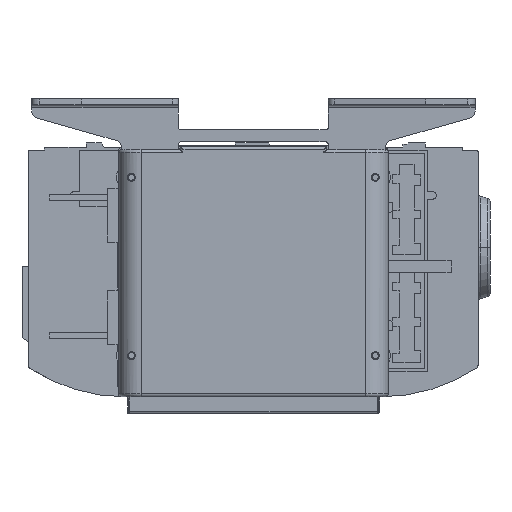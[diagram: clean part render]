
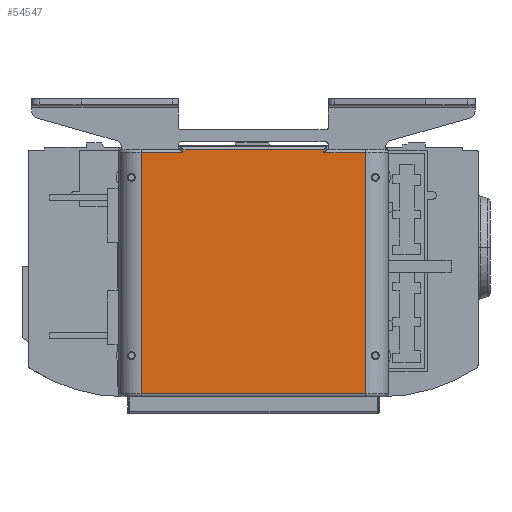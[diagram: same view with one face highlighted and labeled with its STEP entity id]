
A CAD part, left-side view. The second image highlights one B-rep face of the part: STEP entity #54547.
In plain terms, the highlighted face is planar.
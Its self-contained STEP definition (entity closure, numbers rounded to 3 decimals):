
#54000=DIRECTION('',(0.,0.,-1.));
#54001=VECTOR('',#54000,150.);
#54002=CARTESIAN_POINT('',(15.,85.,75.));
#54003=LINE('',#54002,#54001);
#54004=DIRECTION('',(0.,1.,0.));
#54005=VECTOR('',#54004,161.);
#54006=CARTESIAN_POINT('',(15.,-76.,-75.));
#54007=LINE('',#54006,#54005);
#54008=DIRECTION('',(0.,0.,1.));
#54009=VECTOR('',#54008,28.);
#54010=CARTESIAN_POINT('',(15.,-76.,-75.));
#54011=LINE('',#54010,#54009);
#54012=DIRECTION('',(0.,1.,0.));
#54013=VECTOR('',#54012,2.);
#54014=CARTESIAN_POINT('',(15.,-78.,-47.));
#54015=LINE('',#54014,#54013);
#54016=DIRECTION('',(0.,0.,-1.));
#54017=VECTOR('',#54016,94.);
#54018=CARTESIAN_POINT('',(15.,-78.,47.));
#54019=LINE('',#54018,#54017);
#54020=DIRECTION('',(0.,-1.,0.));
#54021=VECTOR('',#54020,2.);
#54022=CARTESIAN_POINT('',(15.,-76.,47.));
#54023=LINE('',#54022,#54021);
#54024=DIRECTION('',(0.,0.,-1.));
#54025=VECTOR('',#54024,28.);
#54026=CARTESIAN_POINT('',(15.,-76.,75.));
#54027=LINE('',#54026,#54025);
#54028=DIRECTION('',(0.,-1.,0.));
#54029=VECTOR('',#54028,161.);
#54030=CARTESIAN_POINT('',(15.,85.,75.));
#54031=LINE('',#54030,#54029);
#54078=CARTESIAN_POINT('',(15.,85.,-75.));
#54079=VERTEX_POINT('',#54078);
#54084=CARTESIAN_POINT('',(15.,85.,75.));
#54085=VERTEX_POINT('',#54084);
#54094=CARTESIAN_POINT('',(15.,-76.,75.));
#54095=VERTEX_POINT('',#54094);
#54100=CARTESIAN_POINT('',(15.,-76.,47.));
#54101=VERTEX_POINT('',#54100);
#54104=CARTESIAN_POINT('',(15.,-78.,47.));
#54105=VERTEX_POINT('',#54104);
#54108=CARTESIAN_POINT('',(15.,-78.,-47.));
#54109=VERTEX_POINT('',#54108);
#54112=CARTESIAN_POINT('',(15.,-76.,-47.));
#54113=VERTEX_POINT('',#54112);
#54120=CARTESIAN_POINT('',(15.,-76.,-75.));
#54121=VERTEX_POINT('',#54120);
#54530=CARTESIAN_POINT('',(15.,0.,0.));
#54531=DIRECTION('',(1.,0.,0.));
#54532=DIRECTION('',(0.,0.,-1.));
#54533=AXIS2_PLACEMENT_3D('',#54530,#54531,#54532);
#54534=PLANE('',#54533);
#54536=ORIENTED_EDGE('',*,*,#54535,.T.);
#54537=ORIENTED_EDGE('',*,*,#54308,.F.);
#54539=ORIENTED_EDGE('',*,*,#54538,.T.);
#54540=ORIENTED_EDGE('',*,*,#54427,.F.);
#54541=ORIENTED_EDGE('',*,*,#54443,.F.);
#54542=ORIENTED_EDGE('',*,*,#54484,.F.);
#54543=ORIENTED_EDGE('',*,*,#54499,.F.);
#54544=ORIENTED_EDGE('',*,*,#54200,.F.);
#54545=EDGE_LOOP('',(#54536,#54537,#54539,#54540,#54541,#54542,#54543,#54544));
#54546=FACE_OUTER_BOUND('',#54545,.F.);
#54200=EDGE_CURVE('',#54085,#54095,#54031,.T.);
#54308=EDGE_CURVE('',#54121,#54079,#54007,.T.);
#54427=EDGE_CURVE('',#54109,#54113,#54015,.T.);
#54443=EDGE_CURVE('',#54105,#54109,#54019,.T.);
#54484=EDGE_CURVE('',#54101,#54105,#54023,.T.);
#54499=EDGE_CURVE('',#54095,#54101,#54027,.T.);
#54535=EDGE_CURVE('',#54085,#54079,#54003,.T.);
#54538=EDGE_CURVE('',#54121,#54113,#54011,.T.);
#54547=ADVANCED_FACE('',(#54546),#54534,.T.);
